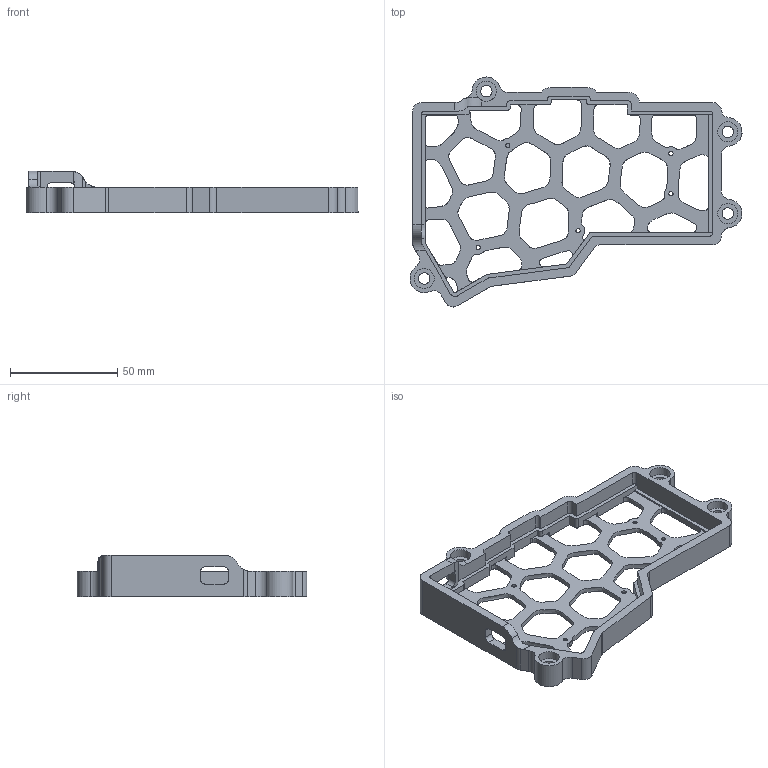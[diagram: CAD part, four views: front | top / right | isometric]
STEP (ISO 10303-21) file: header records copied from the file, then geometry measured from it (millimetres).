
FILE_DESCRIPTION(/* description */ (''),/* implementation_level */ '2;1');
FILE_NAME(/* name */ '6col_eiga_tented_right_v4.step',/* time_stamp */ '2024-06-23T21:00:47-04:00',/* author */ (''),/* organization */ (''),/* preprocessor_version */ 'ST-DEVELOPER v20',/* originating_system */ 'Autodesk Translation Framework v13.14.0.145',/* authorisation */ '');
FILE_SCHEMA (('AUTOMOTIVE_DESIGN { 1 0 10303 214 3 1 1 }'));
Length unit declared in the file: millimetre
Products named in the file (1): plate_6col_right_A v3
Bounding box: 154.69 x 107.16 x 19.5 mm (x, y, z)
Volume: 36708.9 mm3; surface area: 27489.7 mm2
Topology: 1 solids, 1 shells, 245 faces, 758 edges, 506 vertices
Faces by surface type: cylinder 119, plane 98, bspline 22, cone 5, sphere 1
Full cylindrical faces by diameter (mm): 2 x5, 5.3 x4, 9.4 x4
Entity records: 20562 total; most frequent: CARTESIAN_POINT 13626, ORIENTED_EDGE 1514, DIRECTION 1372, EDGE_CURVE 757, VERTEX_POINT 506, AXIS2_PLACEMENT_3D 461, LINE 450, VECTOR 450
